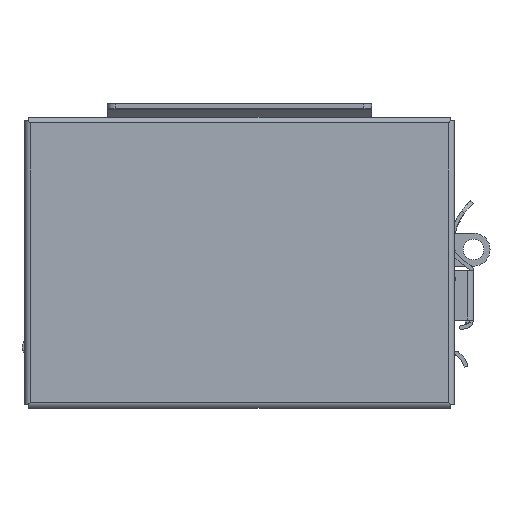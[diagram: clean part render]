
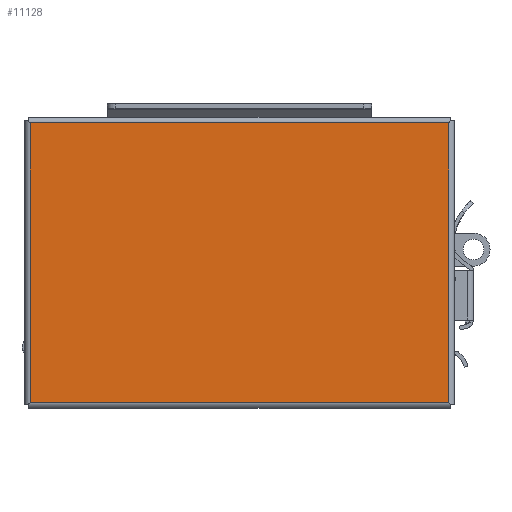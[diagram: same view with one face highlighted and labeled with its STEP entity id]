
A CAD part, top view. The second image highlights one B-rep face of the part: STEP entity #11128.
In plain terms, the highlighted planar face has unit normal (0, 0, 1).
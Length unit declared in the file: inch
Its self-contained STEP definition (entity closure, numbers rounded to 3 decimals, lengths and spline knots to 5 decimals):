
#32 = CARTESIAN_POINT ( 'NONE',  ( -3.1585, -4.254, 4.057 ) ) ;
#1166 = LINE ( 'NONE', #21292, #2303 ) ;
#1383 = FACE_OUTER_BOUND ( 'NONE', #21644, .T. ) ;
#2303 = VECTOR ( 'NONE', #25286, 39.37008 ) ;
#3056 = EDGE_CURVE ( 'NONE', #8119, #21857, #1166, .T. ) ;
#3157 = EDGE_CURVE ( 'NONE', #23162, #22718, #13434, .T. ) ;
#5422 = DIRECTION ( 'NONE',  ( 0., -1., 0. ) ) ;
#6387 = EDGE_CURVE ( 'NONE', #21857, #23162, #22470, .T. ) ;
#8119 = VERTEX_POINT ( 'NONE', #32 ) ;
#8309 = AXIS2_PLACEMENT_3D ( 'NONE', #23633, #19117, #21507 ) ;
#10283 = VECTOR ( 'NONE', #24875, 39.37008 ) ;
#11128 = ADVANCED_FACE ( 'NONE', ( #1383 ), #15504, .T. ) ;
#11198 = CARTESIAN_POINT ( 'NONE',  ( 3.1585, -4.254, 4.057 ) ) ;
#11240 = VECTOR ( 'NONE', #5422, 39.37008 ) ;
#12755 = ORIENTED_EDGE ( 'NONE', *, *, #22239, .F. ) ;
#13434 = LINE ( 'NONE', #15557, #11240 ) ;
#13549 = ORIENTED_EDGE ( 'NONE', *, *, #3157, .F. ) ;
#15128 = CARTESIAN_POINT ( 'NONE',  ( 3.1585, -0.029, 4.057 ) ) ;
#15504 = PLANE ( 'NONE',  #8309 ) ;
#15557 = CARTESIAN_POINT ( 'NONE',  ( 3.1585, -0.029, 4.057 ) ) ;
#16756 = CARTESIAN_POINT ( 'NONE',  ( -3.1585, -0.029, 4.057 ) ) ;
#17195 = DIRECTION ( 'NONE',  ( -1., 0., 0. ) ) ;
#18874 = CARTESIAN_POINT ( 'NONE',  ( -3.1585, -0.029, 4.057 ) ) ;
#19117 = DIRECTION ( 'NONE',  ( 0., 0., 1. ) ) ;
#21065 = LINE ( 'NONE', #11198, #21320 ) ;
#21292 = CARTESIAN_POINT ( 'NONE',  ( -3.1585, -4.254, 4.057 ) ) ;
#21320 = VECTOR ( 'NONE', #17195, 39.37008 ) ;
#21507 = DIRECTION ( 'NONE',  ( -1., 0., 0. ) ) ;
#21644 = EDGE_LOOP ( 'NONE', ( #25074, #12755, #13549, #24488 ) ) ;
#21857 = VERTEX_POINT ( 'NONE', #18874 ) ;
#22239 = EDGE_CURVE ( 'NONE', #22718, #8119, #21065, .T. ) ;
#22470 = LINE ( 'NONE', #16756, #10283 ) ;
#22718 = VERTEX_POINT ( 'NONE', #23413 ) ;
#23162 = VERTEX_POINT ( 'NONE', #15128 ) ;
#23413 = CARTESIAN_POINT ( 'NONE',  ( 3.1585, -4.254, 4.057 ) ) ;
#23633 = CARTESIAN_POINT ( 'NONE',  ( 3.1585, -0.029, 4.057 ) ) ;
#24488 = ORIENTED_EDGE ( 'NONE', *, *, #6387, .F. ) ;
#24875 = DIRECTION ( 'NONE',  ( 1., 0., 0. ) ) ;
#25074 = ORIENTED_EDGE ( 'NONE', *, *, #3056, .F. ) ;
#25286 = DIRECTION ( 'NONE',  ( 0., 1., 0. ) ) ;
